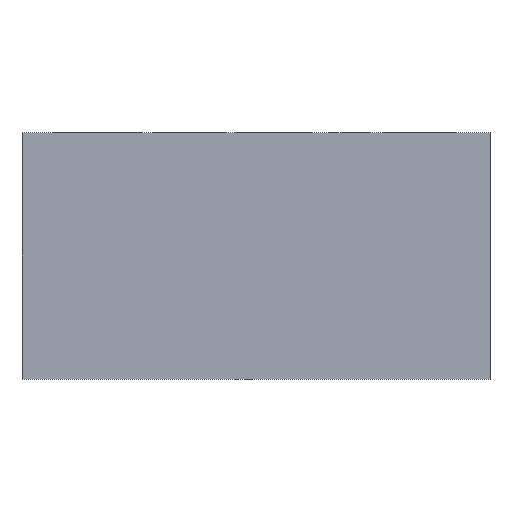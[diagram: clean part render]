
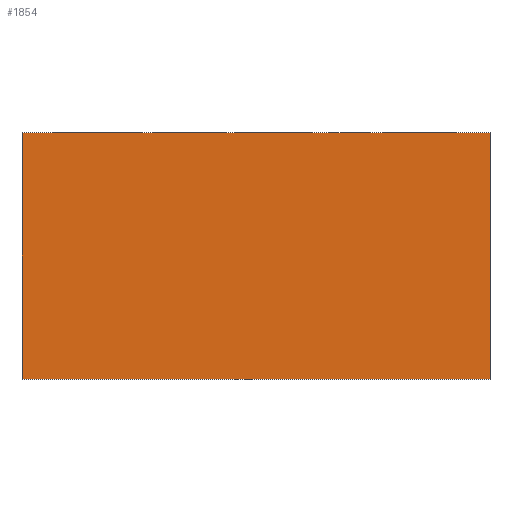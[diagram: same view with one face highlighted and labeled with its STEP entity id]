
A CAD part, front view. The second image highlights one B-rep face of the part: STEP entity #1854.
In plain terms, the highlighted planar face has unit normal (0, -1, 0).
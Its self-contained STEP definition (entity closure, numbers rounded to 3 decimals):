
#67=PLANE('',#1914);
#168=FACE_OUTER_BOUND('',#278,.T.);
#278=EDGE_LOOP('',(#1685,#1686,#1687,#1688));
#418=LINE('',#3609,#578);
#424=LINE('',#3624,#584);
#438=LINE('',#3653,#598);
#439=LINE('',#3654,#599);
#578=VECTOR('',#2122,10.);
#584=VECTOR('',#2136,10.);
#598=VECTOR('',#2164,10.);
#599=VECTOR('',#2165,10.);
#875=VERTEX_POINT('',#3605);
#877=VERTEX_POINT('',#3608);
#882=VERTEX_POINT('',#3623);
#890=VERTEX_POINT('',#3652);
#1138=EDGE_CURVE('',#877,#875,#418,.T.);
#1144=EDGE_CURVE('',#877,#882,#424,.T.);
#1158=EDGE_CURVE('',#890,#875,#438,.T.);
#1159=EDGE_CURVE('',#882,#890,#439,.T.);
#1685=ORIENTED_EDGE('',*,*,#1158,.F.);
#1686=ORIENTED_EDGE('',*,*,#1159,.F.);
#1687=ORIENTED_EDGE('',*,*,#1144,.F.);
#1688=ORIENTED_EDGE('',*,*,#1138,.T.);
#1854=ADVANCED_FACE('',(#168),#67,.T.);
#1914=AXIS2_PLACEMENT_3D('',#3651,#2162,#2163);
#2122=DIRECTION('',(-1.,0.,0.));
#2136=DIRECTION('',(0.,0.,-1.));
#2162=DIRECTION('center_axis',(0.,-1.,0.));
#2163=DIRECTION('ref_axis',(0.,0.,1.));
#2164=DIRECTION('',(0.,0.,1.));
#2165=DIRECTION('',(-1.,0.,0.));
#3605=CARTESIAN_POINT('',(-187.,-114.5,360.5));
#3608=CARTESIAN_POINT('',(-139.5,-114.5,360.5));
#3609=CARTESIAN_POINT('',(-134.2,-114.5,360.5));
#3623=CARTESIAN_POINT('',(-139.5,-114.5,335.5));
#3624=CARTESIAN_POINT('',(-139.5,-114.5,341.75));
#3651=CARTESIAN_POINT('Origin',(-134.2,-114.5,335.5));
#3652=CARTESIAN_POINT('',(-187.,-114.5,335.5));
#3653=CARTESIAN_POINT('',(-187.,-114.5,341.75));
#3654=CARTESIAN_POINT('',(-134.2,-114.5,335.5));
